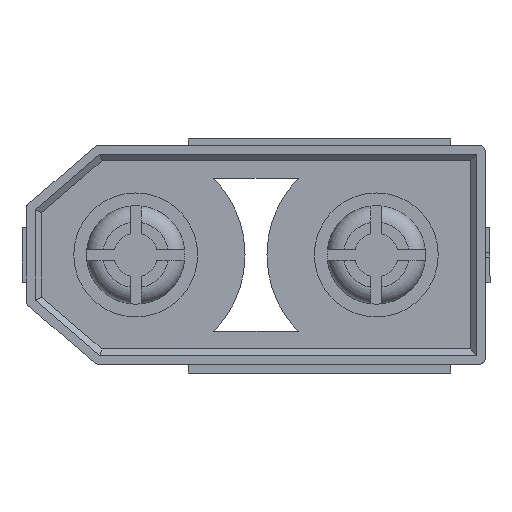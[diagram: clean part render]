
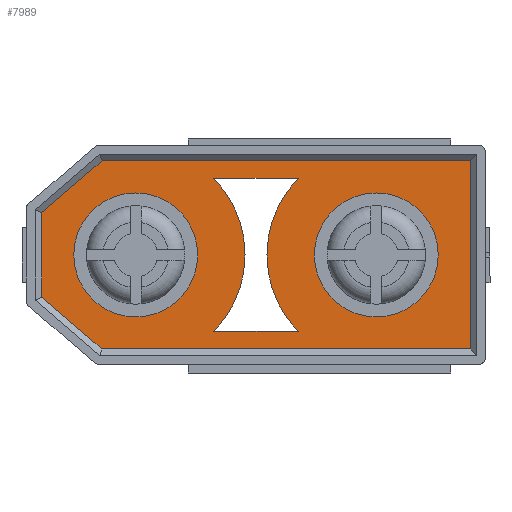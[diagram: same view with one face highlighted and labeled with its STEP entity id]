
A CAD part, front view. The second image highlights one B-rep face of the part: STEP entity #7989.
In plain terms, the highlighted face is planar.
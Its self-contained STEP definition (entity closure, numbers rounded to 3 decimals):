
#74 = LINE ( 'NONE', #2980, #4651 ) ;
#191 = CARTESIAN_POINT ( 'NONE',  ( 22.429, 6.9, -1.5 ) ) ;
#193 = CARTESIAN_POINT ( 'NONE',  ( 22.429, 6.9, -8.5 ) ) ;
#214 = DIRECTION ( 'NONE',  ( -1., 0., 0. ) ) ;
#240 = VERTEX_POINT ( 'NONE', #191 ) ;
#369 = CARTESIAN_POINT ( 'NONE',  ( 28.835, 6.9, -5. ) ) ;
#417 = VERTEX_POINT ( 'NONE', #658 ) ;
#544 = CARTESIAN_POINT ( 'NONE',  ( 10.7, 6.9, -3.071 ) ) ;
#658 = CARTESIAN_POINT ( 'NONE',  ( 30.3, 6.9, -0.7 ) ) ;
#727 = AXIS2_PLACEMENT_3D ( 'NONE', #2674, #1410, #5341 ) ;
#746 = EDGE_CURVE ( 'NONE', #3346, #3268, #5013, .T. ) ;
#857 = EDGE_CURVE ( 'NONE', #8025, #4754, #3112, .T. ) ;
#919 = EDGE_CURVE ( 'NONE', #3268, #3691, #74, .T. ) ;
#964 = CARTESIAN_POINT ( 'NONE',  ( 21.465, 6.9, -8.5 ) ) ;
#971 = VECTOR ( 'NONE', #8366, 1000. ) ;
#1172 = DIRECTION ( 'NONE',  ( 0., 0., -1. ) ) ;
#1184 = EDGE_CURVE ( 'NONE', #4669, #8025, #7091, .T. ) ;
#1207 = CARTESIAN_POINT ( 'NONE',  ( 15., 6.9, -5. ) ) ;
#1258 = ORIENTED_EDGE ( 'NONE', *, *, #1184, .T. ) ;
#1396 = CARTESIAN_POINT ( 'NONE',  ( 23.165, 6.9, -5. ) ) ;
#1410 = DIRECTION ( 'NONE',  ( 0., -1., 0. ) ) ;
#1417 = EDGE_CURVE ( 'NONE', #1430, #7564, #7780, .T. ) ;
#1430 = VERTEX_POINT ( 'NONE', #193 ) ;
#1616 = EDGE_CURVE ( 'NONE', #417, #6131, #8194, .T. ) ;
#1617 = CARTESIAN_POINT ( 'NONE',  ( 26., 6.9, -5. ) ) ;
#1666 = PLANE ( 'NONE',  #2524 ) ;
#1680 = DIRECTION ( 'NONE',  ( 0., -1., 0. ) ) ;
#1697 = CARTESIAN_POINT ( 'NONE',  ( 10.7, 6.9, -6.929 ) ) ;
#1780 = CARTESIAN_POINT ( 'NONE',  ( 15., 6.9, -5. ) ) ;
#1839 = CIRCLE ( 'NONE', #4907, 2.835 ) ;
#1872 = CARTESIAN_POINT ( 'NONE',  ( 12.165, 6.9, -5. ) ) ;
#1877 = DIRECTION ( 'NONE',  ( 1., 0., 0. ) ) ;
#1881 = ORIENTED_EDGE ( 'NONE', *, *, #2054, .F. ) ;
#1973 = DIRECTION ( 'NONE',  ( 1., 0., 0. ) ) ;
#2018 = VERTEX_POINT ( 'NONE', #4867 ) ;
#2054 = EDGE_CURVE ( 'NONE', #3691, #417, #2373, .T. ) ;
#2163 = EDGE_CURVE ( 'NONE', #6131, #2018, #5376, .T. ) ;
#2351 = ORIENTED_EDGE ( 'NONE', *, *, #2163, .F. ) ;
#2373 = LINE ( 'NONE', #5775, #971 ) ;
#2434 = LINE ( 'NONE', #4401, #2622 ) ;
#2436 = EDGE_CURVE ( 'NONE', #7892, #7336, #3226, .T. ) ;
#2524 = AXIS2_PLACEMENT_3D ( 'NONE', #6542, #3281, #5898 ) ;
#2529 = CARTESIAN_POINT ( 'NONE',  ( 13.459, 6.9, -9.3 ) ) ;
#2549 = ORIENTED_EDGE ( 'NONE', *, *, #7874, .T. ) ;
#2622 = VECTOR ( 'NONE', #7772, 1000. ) ;
#2658 = ORIENTED_EDGE ( 'NONE', *, *, #1616, .F. ) ;
#2674 = CARTESIAN_POINT ( 'NONE',  ( 15., 6.9, -5. ) ) ;
#2731 = DIRECTION ( 'NONE',  ( 1., 0., 0. ) ) ;
#2941 = AXIS2_PLACEMENT_3D ( 'NONE', #5744, #5095, #7076 ) ;
#2957 = VECTOR ( 'NONE', #5102, 1000. ) ;
#2972 = DIRECTION ( 'NONE',  ( 1., 0., 0. ) ) ;
#2980 = CARTESIAN_POINT ( 'NONE',  ( 30.3, 6.9, -9.3 ) ) ;
#3105 = VERTEX_POINT ( 'NONE', #5672 ) ;
#3112 = CIRCLE ( 'NONE', #4230, 5. ) ;
#3226 = CIRCLE ( 'NONE', #6285, 2.835 ) ;
#3268 = VERTEX_POINT ( 'NONE', #2529 ) ;
#3281 = DIRECTION ( 'NONE',  ( 0., -1., 0. ) ) ;
#3309 = CARTESIAN_POINT ( 'NONE',  ( 10.7, 6.9, -6.929 ) ) ;
#3345 = AXIS2_PLACEMENT_3D ( 'NONE', #3369, #6026, #1973 ) ;
#3346 = VERTEX_POINT ( 'NONE', #3309 ) ;
#3363 = CARTESIAN_POINT ( 'NONE',  ( 18.571, 6.9, -8.5 ) ) ;
#3369 = CARTESIAN_POINT ( 'NONE',  ( 15., 6.9, -5. ) ) ;
#3691 = VERTEX_POINT ( 'NONE', #5917 ) ;
#3912 = DIRECTION ( 'NONE',  ( 0., 1., 0. ) ) ;
#4052 = ORIENTED_EDGE ( 'NONE', *, *, #8250, .T. ) ;
#4147 = CARTESIAN_POINT ( 'NONE',  ( 13.459, 6.9, -0.7 ) ) ;
#4163 = EDGE_CURVE ( 'NONE', #5186, #3105, #4494, .T. ) ;
#4230 = AXIS2_PLACEMENT_3D ( 'NONE', #1207, #3912, #7124 ) ;
#4286 = DIRECTION ( 'NONE',  ( 0., 1., 0. ) ) ;
#4401 = CARTESIAN_POINT ( 'NONE',  ( 19.535, 6.9, -1.5 ) ) ;
#4424 = FACE_BOUND ( 'NONE', #6953, .T. ) ;
#4492 = CARTESIAN_POINT ( 'NONE',  ( 21., 6.9, -5. ) ) ;
#4494 = CIRCLE ( 'NONE', #727, 2.835 ) ;
#4585 = DIRECTION ( 'NONE',  ( 0., -1., 0. ) ) ;
#4597 = DIRECTION ( 'NONE',  ( -0.758, 0., -0.652 ) ) ;
#4651 = VECTOR ( 'NONE', #2731, 1000. ) ;
#4669 = VERTEX_POINT ( 'NONE', #5118 ) ;
#4754 = VERTEX_POINT ( 'NONE', #3363 ) ;
#4805 = ORIENTED_EDGE ( 'NONE', *, *, #2436, .T. ) ;
#4836 = EDGE_LOOP ( 'NONE', ( #7009, #5595, #2351, #2658, #1881, #4982 ) ) ;
#4867 = CARTESIAN_POINT ( 'NONE',  ( 10.7, 6.9, -3.071 ) ) ;
#4907 = AXIS2_PLACEMENT_3D ( 'NONE', #6404, #4585, #1877 ) ;
#4953 = ORIENTED_EDGE ( 'NONE', *, *, #5393, .T. ) ;
#4982 = ORIENTED_EDGE ( 'NONE', *, *, #919, .F. ) ;
#4994 = EDGE_CURVE ( 'NONE', #2018, #3346, #6960, .T. ) ;
#5013 = LINE ( 'NONE', #7645, #2957 ) ;
#5095 = DIRECTION ( 'NONE',  ( 0., 1., 0. ) ) ;
#5102 = DIRECTION ( 'NONE',  ( 0.758, 0., -0.652 ) ) ;
#5118 = CARTESIAN_POINT ( 'NONE',  ( 18.571, 6.9, -1.5 ) ) ;
#5186 = VERTEX_POINT ( 'NONE', #1872 ) ;
#5341 = DIRECTION ( 'NONE',  ( 1., 0., 0. ) ) ;
#5376 = LINE ( 'NONE', #544, #5413 ) ;
#5393 = EDGE_CURVE ( 'NONE', #240, #4669, #2434, .T. ) ;
#5413 = VECTOR ( 'NONE', #4597, 1000. ) ;
#5442 = CARTESIAN_POINT ( 'NONE',  ( 13.459, 6.9, -0.7 ) ) ;
#5506 = CARTESIAN_POINT ( 'NONE',  ( 26., 6.9, -5. ) ) ;
#5514 = AXIS2_PLACEMENT_3D ( 'NONE', #1780, #7169, #6612 ) ;
#5544 = VECTOR ( 'NONE', #1172, 1000. ) ;
#5546 = LINE ( 'NONE', #964, #6147 ) ;
#5573 = AXIS2_PLACEMENT_3D ( 'NONE', #5506, #4286, #2972 ) ;
#5595 = ORIENTED_EDGE ( 'NONE', *, *, #4994, .F. ) ;
#5640 = EDGE_LOOP ( 'NONE', ( #6158, #6485 ) ) ;
#5672 = CARTESIAN_POINT ( 'NONE',  ( 17.835, 6.9, -5. ) ) ;
#5744 = CARTESIAN_POINT ( 'NONE',  ( 26., 6.9, -5. ) ) ;
#5775 = CARTESIAN_POINT ( 'NONE',  ( 30.3, 6.9, -0.7 ) ) ;
#5898 = DIRECTION ( 'NONE',  ( 0., 0., -1. ) ) ;
#5917 = CARTESIAN_POINT ( 'NONE',  ( 30.3, 6.9, -9.3 ) ) ;
#5939 = ORIENTED_EDGE ( 'NONE', *, *, #8495, .T. ) ;
#6026 = DIRECTION ( 'NONE',  ( 0., 1., 0. ) ) ;
#6131 = VERTEX_POINT ( 'NONE', #4147 ) ;
#6147 = VECTOR ( 'NONE', #6922, 1000. ) ;
#6158 = ORIENTED_EDGE ( 'NONE', *, *, #7518, .T. ) ;
#6208 = FACE_OUTER_BOUND ( 'NONE', #4836, .T. ) ;
#6285 = AXIS2_PLACEMENT_3D ( 'NONE', #1617, #1680, #6515 ) ;
#6404 = CARTESIAN_POINT ( 'NONE',  ( 26., 6.9, -5. ) ) ;
#6485 = ORIENTED_EDGE ( 'NONE', *, *, #4163, .T. ) ;
#6515 = DIRECTION ( 'NONE',  ( 1., 0., 0. ) ) ;
#6542 = CARTESIAN_POINT ( 'NONE',  ( 20.5, 6.9, -5. ) ) ;
#6612 = DIRECTION ( 'NONE',  ( 1., 0., 0. ) ) ;
#6690 = CIRCLE ( 'NONE', #2941, 5. ) ;
#6720 = VECTOR ( 'NONE', #214, 1000. ) ;
#6922 = DIRECTION ( 'NONE',  ( 1., 0., 0. ) ) ;
#6953 = EDGE_LOOP ( 'NONE', ( #6992, #2549, #4953, #1258, #7822, #4052 ) ) ;
#6960 = LINE ( 'NONE', #1697, #5544 ) ;
#6992 = ORIENTED_EDGE ( 'NONE', *, *, #1417, .T. ) ;
#7009 = ORIENTED_EDGE ( 'NONE', *, *, #746, .F. ) ;
#7059 = FACE_BOUND ( 'NONE', #7116, .T. ) ;
#7076 = DIRECTION ( 'NONE',  ( 1., 0., 0. ) ) ;
#7091 = CIRCLE ( 'NONE', #3345, 5. ) ;
#7116 = EDGE_LOOP ( 'NONE', ( #4805, #5939 ) ) ;
#7124 = DIRECTION ( 'NONE',  ( 1., 0., 0. ) ) ;
#7145 = CARTESIAN_POINT ( 'NONE',  ( 20., 6.9, -5. ) ) ;
#7169 = DIRECTION ( 'NONE',  ( 0., -1., 0. ) ) ;
#7336 = VERTEX_POINT ( 'NONE', #1396 ) ;
#7518 = EDGE_CURVE ( 'NONE', #3105, #5186, #8000, .T. ) ;
#7564 = VERTEX_POINT ( 'NONE', #4492 ) ;
#7626 = FACE_BOUND ( 'NONE', #5640, .T. ) ;
#7645 = CARTESIAN_POINT ( 'NONE',  ( 13.459, 6.9, -9.3 ) ) ;
#7772 = DIRECTION ( 'NONE',  ( -1., 0., 0. ) ) ;
#7780 = CIRCLE ( 'NONE', #5573, 5. ) ;
#7822 = ORIENTED_EDGE ( 'NONE', *, *, #857, .T. ) ;
#7874 = EDGE_CURVE ( 'NONE', #7564, #240, #6690, .T. ) ;
#7892 = VERTEX_POINT ( 'NONE', #369 ) ;
#7989 = ADVANCED_FACE ( 'NONE', ( #4424, #7626, #7059, #6208 ), #1666, .F. ) ;
#8000 = CIRCLE ( 'NONE', #5514, 2.835 ) ;
#8025 = VERTEX_POINT ( 'NONE', #7145 ) ;
#8194 = LINE ( 'NONE', #5442, #6720 ) ;
#8250 = EDGE_CURVE ( 'NONE', #4754, #1430, #5546, .T. ) ;
#8366 = DIRECTION ( 'NONE',  ( 0., 0., 1. ) ) ;
#8495 = EDGE_CURVE ( 'NONE', #7336, #7892, #1839, .T. ) ;
